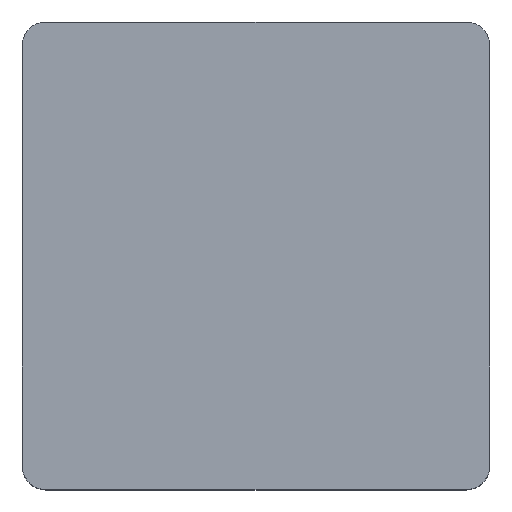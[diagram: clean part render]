
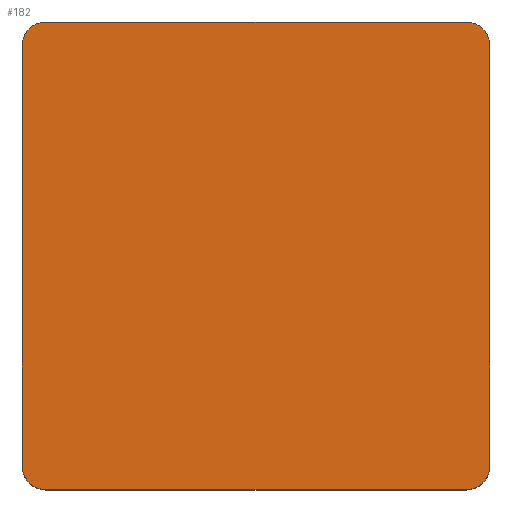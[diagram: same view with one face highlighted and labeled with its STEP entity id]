
A CAD part, top view. The second image highlights one B-rep face of the part: STEP entity #182.
In plain terms, the highlighted planar face has unit normal (0, 0, 1).
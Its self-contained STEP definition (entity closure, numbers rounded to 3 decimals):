
#20=PLANE('',#214);
#30=FACE_OUTER_BOUND('',#40,.T.);
#40=EDGE_LOOP('',(#161,#162,#163,#164,#165,#166,#167,#168));
#45=LINE('',#284,#61);
#51=LINE('',#305,#67);
#55=LINE('',#316,#71);
#56=LINE('',#318,#72);
#61=VECTOR('',#229,10.);
#67=VECTOR('',#249,10.);
#71=VECTOR('',#263,10.);
#72=VECTOR('',#266,10.);
#73=CIRCLE('',#198,0.2);
#78=CIRCLE('',#206,0.2);
#79=CIRCLE('',#209,0.2);
#80=CIRCLE('',#211,0.2);
#81=VERTEX_POINT('',#271);
#82=VERTEX_POINT('',#272);
#86=VERTEX_POINT('',#282);
#92=VERTEX_POINT('',#298);
#93=VERTEX_POINT('',#299);
#94=VERTEX_POINT('',#304);
#95=VERTEX_POINT('',#308);
#96=VERTEX_POINT('',#312);
#97=EDGE_CURVE('',#81,#82,#73,.T.);
#103=EDGE_CURVE('',#81,#86,#45,.T.);
#110=EDGE_CURVE('',#92,#93,#78,.T.);
#113=EDGE_CURVE('',#94,#93,#51,.T.);
#115=EDGE_CURVE('',#94,#95,#79,.T.);
#117=EDGE_CURVE('',#96,#86,#80,.T.);
#119=EDGE_CURVE('',#92,#82,#55,.T.);
#120=EDGE_CURVE('',#96,#95,#56,.T.);
#161=ORIENTED_EDGE('',*,*,#97,.F.);
#162=ORIENTED_EDGE('',*,*,#103,.T.);
#163=ORIENTED_EDGE('',*,*,#117,.F.);
#164=ORIENTED_EDGE('',*,*,#120,.T.);
#165=ORIENTED_EDGE('',*,*,#115,.F.);
#166=ORIENTED_EDGE('',*,*,#113,.T.);
#167=ORIENTED_EDGE('',*,*,#110,.F.);
#168=ORIENTED_EDGE('',*,*,#119,.T.);
#182=ADVANCED_FACE('',(#30),#20,.T.);
#198=AXIS2_PLACEMENT_3D('',#273,#219,#220);
#206=AXIS2_PLACEMENT_3D('',#300,#243,#244);
#209=AXIS2_PLACEMENT_3D('',#309,#253,#254);
#211=AXIS2_PLACEMENT_3D('',#313,#258,#259);
#214=AXIS2_PLACEMENT_3D('',#319,#267,#268);
#219=DIRECTION('center_axis',(0.,0.,-1.));
#220=DIRECTION('ref_axis',(0.707,0.707,0.));
#229=DIRECTION('',(-1.,0.,0.));
#243=DIRECTION('center_axis',(0.,0.,-1.));
#244=DIRECTION('ref_axis',(0.707,-0.707,0.));
#249=DIRECTION('',(1.,0.,0.));
#253=DIRECTION('center_axis',(0.,0.,-1.));
#254=DIRECTION('ref_axis',(-0.707,-0.707,0.));
#258=DIRECTION('center_axis',(0.,0.,-1.));
#259=DIRECTION('ref_axis',(-0.707,0.707,0.));
#263=DIRECTION('',(0.,1.,0.));
#266=DIRECTION('',(0.,-1.,0.));
#267=DIRECTION('center_axis',(0.,0.,1.));
#268=DIRECTION('ref_axis',(1.,0.,0.));
#271=CARTESIAN_POINT('',(1.8,2.,2.1));
#272=CARTESIAN_POINT('',(2.,1.8,2.1));
#273=CARTESIAN_POINT('Origin',(1.8,1.8,2.1));
#282=CARTESIAN_POINT('',(-1.8,2.,2.1));
#284=CARTESIAN_POINT('',(-2.,2.,2.1));
#298=CARTESIAN_POINT('',(2.,-1.8,2.1));
#299=CARTESIAN_POINT('',(1.8,-2.,2.1));
#300=CARTESIAN_POINT('Origin',(1.8,-1.8,2.1));
#304=CARTESIAN_POINT('',(-1.8,-2.,2.1));
#305=CARTESIAN_POINT('',(2.,-2.,2.1));
#308=CARTESIAN_POINT('',(-2.,-1.8,2.1));
#309=CARTESIAN_POINT('Origin',(-1.8,-1.8,2.1));
#312=CARTESIAN_POINT('',(-2.,1.8,2.1));
#313=CARTESIAN_POINT('Origin',(-1.8,1.8,2.1));
#316=CARTESIAN_POINT('',(2.,2.,2.1));
#318=CARTESIAN_POINT('',(-2.,-2.,2.1));
#319=CARTESIAN_POINT('Origin',(0.,0.,2.1));
